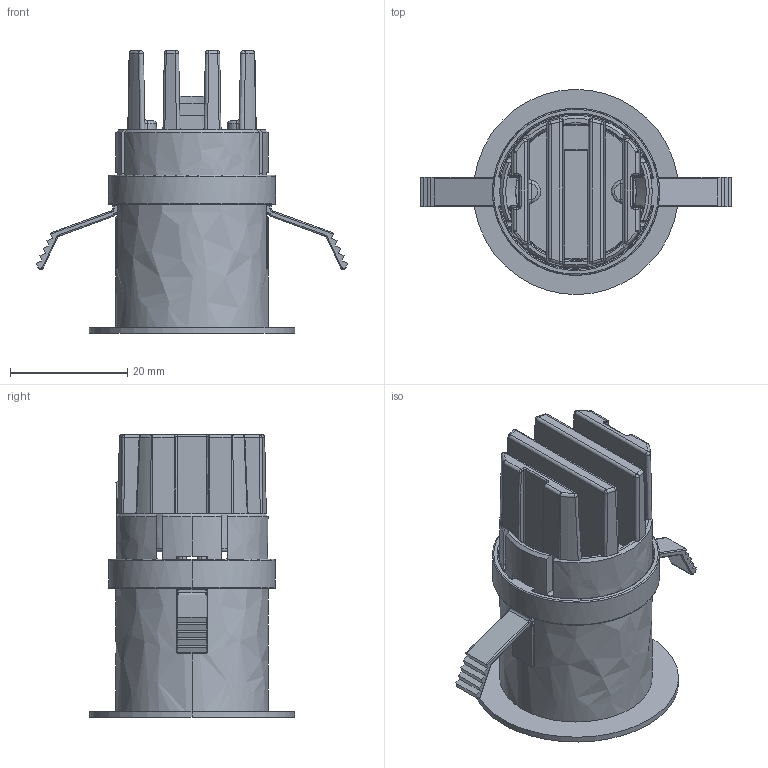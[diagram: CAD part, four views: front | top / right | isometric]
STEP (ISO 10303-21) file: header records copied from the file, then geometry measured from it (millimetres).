
FILE_DESCRIPTION(/* description */ (''),/* implementation_level */ '2;1');
FILE_NAME(/* name */ 'NL4203000_EVERYTHING 35 ROUND',/* time_stamp */ '2018-03-06T20:10:28+01:00',/* author */ (''),/* organization */ (''),/* preprocessor_version */ 'ST-DEVELOPER v15',/* originating_system */ '',/* authorisation */ '');
FILE_SCHEMA (('CONFIG_CONTROL_DESIGN'));
Length unit declared in the file: metre
Products named in the file (1): Document
Bounding box: 53.08 x 35 x 48.25 mm (x, y, z)
Volume: 11976.1 mm3; surface area: 15006.2 mm2
Topology: 4 solids, 5 shells, 423 faces, 1094 edges, 648 vertices
Faces by surface type: bspline 301, plane 122
Entity records: 19445 total; most frequent: CARTESIAN_POINT 13415, ORIENTED_EDGE 2117, EDGE_CURVE 1059, VERTEX_POINT 648, B_SPLINE_CURVE_WITH_KNOTS 440, EDGE_LOOP 436, ADVANCED_FACE 423, FACE_OUTER_BOUND 423
